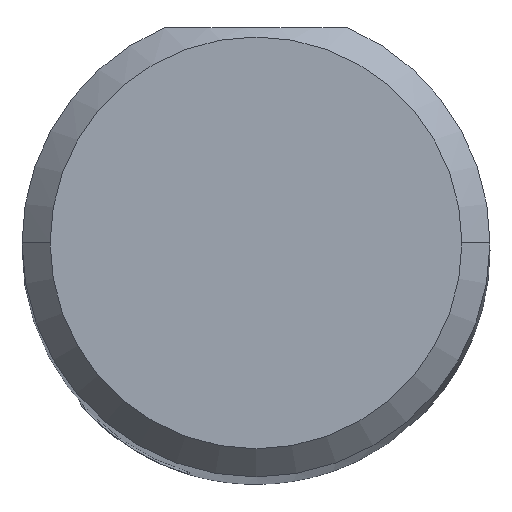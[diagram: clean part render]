
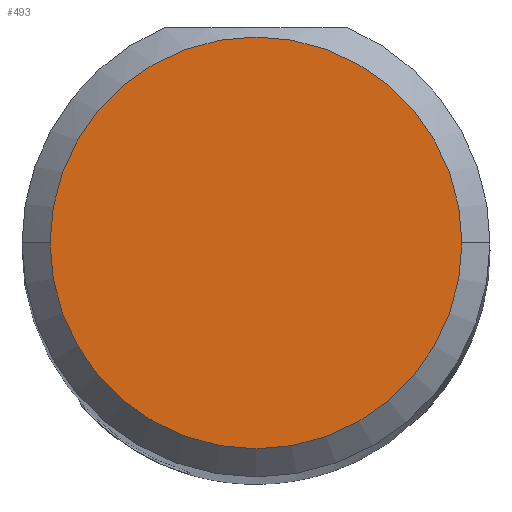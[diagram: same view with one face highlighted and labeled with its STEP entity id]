
A CAD part, top view. The second image highlights one B-rep face of the part: STEP entity #493.
In plain terms, the highlighted planar face has unit normal (0, 0, 1).
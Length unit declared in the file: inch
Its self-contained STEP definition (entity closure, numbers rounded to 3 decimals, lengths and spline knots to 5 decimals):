
#6 = EDGE_LOOP ( 'NONE', ( #376, #302 ) ) ;
#48 = DIRECTION ( 'NONE',  ( 1., 0., 0. ) ) ;
#159 = VERTEX_POINT ( 'NONE', #685 ) ;
#166 = CIRCLE ( 'NONE', #631, 0.11 ) ;
#179 = FACE_OUTER_BOUND ( 'NONE', #6, .T. ) ;
#186 = PLANE ( 'NONE',  #595 ) ;
#199 = CARTESIAN_POINT ( 'NONE',  ( -0.11, 0., 2.5 ) ) ;
#290 = DIRECTION ( 'NONE',  ( 1., 0., 0. ) ) ;
#300 = DIRECTION ( 'NONE',  ( 0., 0., 1. ) ) ;
#302 = ORIENTED_EDGE ( 'NONE', *, *, #648, .T. ) ;
#374 = CARTESIAN_POINT ( 'NONE',  ( 0., 0., 2.5 ) ) ;
#376 = ORIENTED_EDGE ( 'NONE', *, *, #533, .T. ) ;
#467 = AXIS2_PLACEMENT_3D ( 'NONE', #585, #300, #475 ) ;
#475 = DIRECTION ( 'NONE',  ( 1., 0., 0. ) ) ;
#493 = ADVANCED_FACE ( 'NONE', ( #179 ), #186, .T. ) ;
#524 = DIRECTION ( 'NONE',  ( 0., 0., 1. ) ) ;
#533 = EDGE_CURVE ( 'NONE', #557, #159, #599, .T. ) ;
#549 = DIRECTION ( 'NONE',  ( 0., 0., 1. ) ) ;
#557 = VERTEX_POINT ( 'NONE', #199 ) ;
#585 = CARTESIAN_POINT ( 'NONE',  ( 0., 0., 2.5 ) ) ;
#595 = AXIS2_PLACEMENT_3D ( 'NONE', #636, #524, #290 ) ;
#599 = CIRCLE ( 'NONE', #467, 0.11 ) ;
#631 = AXIS2_PLACEMENT_3D ( 'NONE', #374, #549, #48 ) ;
#636 = CARTESIAN_POINT ( 'NONE',  ( 0., 0., 2.5 ) ) ;
#648 = EDGE_CURVE ( 'NONE', #159, #557, #166, .T. ) ;
#685 = CARTESIAN_POINT ( 'NONE',  ( 0.11, 0., 2.5 ) ) ;
